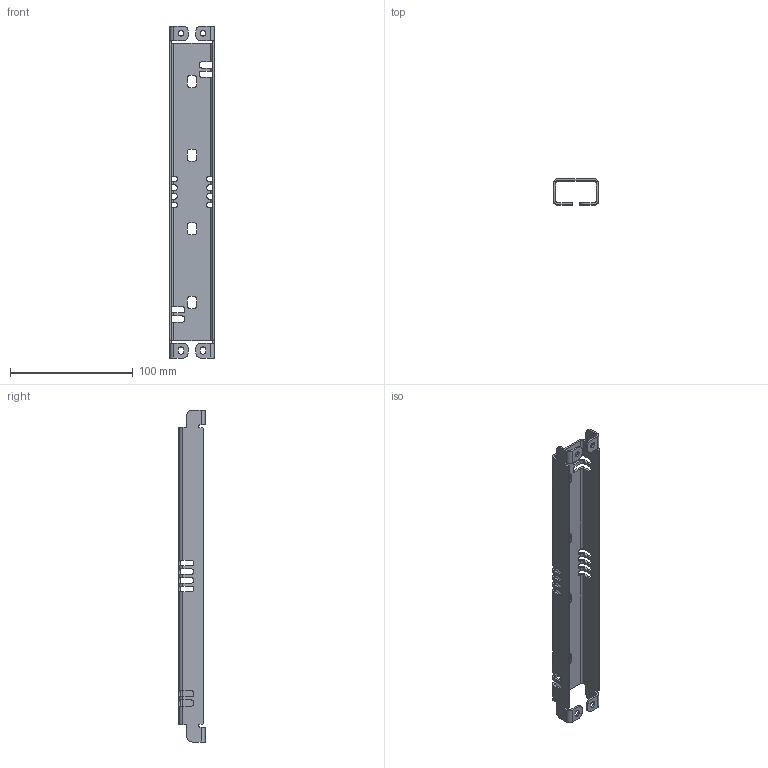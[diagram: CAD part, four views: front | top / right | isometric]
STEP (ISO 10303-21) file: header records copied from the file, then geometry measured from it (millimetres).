
FILE_DESCRIPTION((''),'2;1');
FILE_NAME('235849_SM01_ASM','2024-06-19T18:22:24',('banengservice'),('BANNER ENGINEERING'),'CREO PARAMETRIC BY PTC INC, 2022414','CREO PARAMETRIC BY PTC INC, 2022414','');
FILE_SCHEMA(('CONFIG_CONTROL_DESIGN'));
Length unit declared in the file: millimetre
Products named in the file (2): 235849_EP01; 235849_SM01_ASM
Assembly tree (1 placements, depth 2):
  235849_SM01_ASM
    235849_EP01
Bounding box: 36 x 21.2 x 270.6 mm (x, y, z)
Volume: 27516.2 mm3; surface area: 36834.4 mm2
Topology: 1 solids, 1 shells, 314 faces, 864 edges, 528 vertices
Faces by surface type: plane 182, cylinder 132
Entity records: 9987 total; most frequent: DIRECTION 1762, ORIENTED_EDGE 1728, CARTESIAN_POINT 1709, EDGE_CURVE 864, VECTOR 600, LINE 600, AXIS2_PLACEMENT_3D 581, VERTEX_POINT 528
